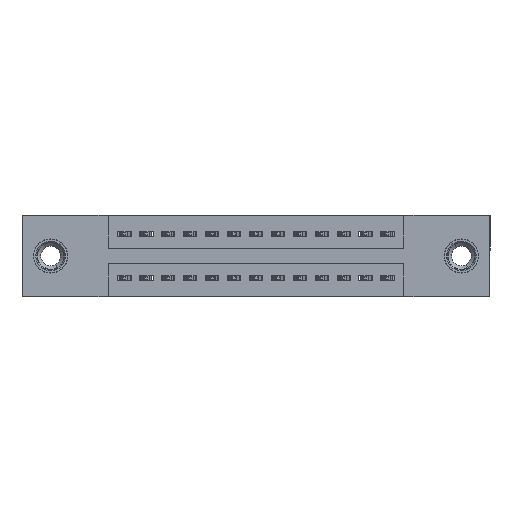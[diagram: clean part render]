
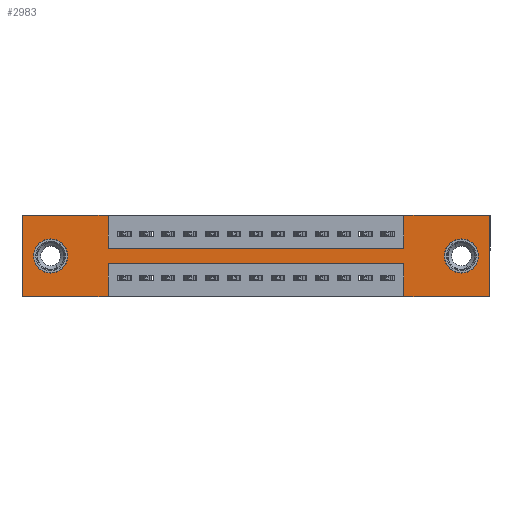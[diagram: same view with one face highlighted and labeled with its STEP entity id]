
A CAD part, front view. The second image highlights one B-rep face of the part: STEP entity #2983.
In plain terms, the highlighted planar face has unit normal (0, -1, 0).
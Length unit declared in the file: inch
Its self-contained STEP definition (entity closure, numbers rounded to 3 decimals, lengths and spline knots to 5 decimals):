
#337 = CARTESIAN_POINT ( 'NONE',  ( 2.005, 0., -0.107 ) ) ;
#537 = CARTESIAN_POINT ( 'NONE',  ( 2.135, 0., 0. ) ) ;
#596 = DIRECTION ( 'NONE',  ( 0., 0., -1. ) ) ;
#720 = DIRECTION ( 'NONE',  ( 0., 0., -1. ) ) ;
#738 = VECTOR ( 'NONE', #1815, 39.37008 ) ;
#828 = EDGE_CURVE ( 'NONE', #7472, #2541, #6196, .T. ) ;
#983 = EDGE_CURVE ( 'NONE', #10854, #10755, #12395, .T. ) ;
#1057 = CARTESIAN_POINT ( 'NONE',  ( 0.3925, 0., -0.22 ) ) ;
#1146 = CARTESIAN_POINT ( 'NONE',  ( 1.7425, 0., 0. ) ) ;
#1164 = CARTESIAN_POINT ( 'NONE',  ( 1.7425, 0., 0. ) ) ;
#1270 = ORIENTED_EDGE ( 'NONE', *, *, #828, .T. ) ;
#1398 = ORIENTED_EDGE ( 'NONE', *, *, #12553, .F. ) ;
#1528 = CARTESIAN_POINT ( 'NONE',  ( 2.005, 0., -0.185 ) ) ;
#1645 = VERTEX_POINT ( 'NONE', #2643 ) ;
#1759 = CARTESIAN_POINT ( 'NONE',  ( 0.3925, 0., -0.15 ) ) ;
#1815 = DIRECTION ( 'NONE',  ( 1., 0., 0. ) ) ;
#2270 = VECTOR ( 'NONE', #720, 39.37008 ) ;
#2480 = VERTEX_POINT ( 'NONE', #3738 ) ;
#2541 = VERTEX_POINT ( 'NONE', #16904 ) ;
#2643 = CARTESIAN_POINT ( 'NONE',  ( 0.3925, 0., -0.22 ) ) ;
#2691 = DIRECTION ( 'NONE',  ( 0., 1., 0. ) ) ;
#2910 = DIRECTION ( 'NONE',  ( 0., 1., 0. ) ) ;
#2983 = ADVANCED_FACE ( 'NONE', ( #12314, #4037, #5814 ), #3898, .T. ) ;
#3072 = DIRECTION ( 'NONE',  ( 1., 0., 0. ) ) ;
#3179 = VECTOR ( 'NONE', #9593, 39.37008 ) ;
#3208 = CARTESIAN_POINT ( 'NONE',  ( 0., 0., 0. ) ) ;
#3301 = EDGE_LOOP ( 'NONE', ( #6310, #8568 ) ) ;
#3568 = LINE ( 'NONE', #14261, #4941 ) ;
#3738 = CARTESIAN_POINT ( 'NONE',  ( 0., 0., -0.37 ) ) ;
#3881 = LINE ( 'NONE', #8094, #10508 ) ;
#3898 = PLANE ( 'NONE',  #4946 ) ;
#4037 = FACE_BOUND ( 'NONE', #15840, .T. ) ;
#4113 = AXIS2_PLACEMENT_3D ( 'NONE', #1528, #4580, #16347 ) ;
#4160 = EDGE_CURVE ( 'NONE', #6981, #11464, #3568, .T. ) ;
#4298 = AXIS2_PLACEMENT_3D ( 'NONE', #14649, #8747, #13357 ) ;
#4391 = VERTEX_POINT ( 'NONE', #12149 ) ;
#4455 = LINE ( 'NONE', #8757, #18836 ) ;
#4580 = DIRECTION ( 'NONE',  ( 0., 1., 0. ) ) ;
#4599 = ORIENTED_EDGE ( 'NONE', *, *, #15091, .F. ) ;
#4941 = VECTOR ( 'NONE', #9822, 39.37008 ) ;
#4946 = AXIS2_PLACEMENT_3D ( 'NONE', #5185, #10951, #9708 ) ;
#5185 = CARTESIAN_POINT ( 'NONE',  ( 0., 0., -0.37 ) ) ;
#5186 = CARTESIAN_POINT ( 'NONE',  ( 0.3925, 0., -0.15 ) ) ;
#5348 = EDGE_CURVE ( 'NONE', #1645, #14346, #13613, .T. ) ;
#5358 = DIRECTION ( 'NONE',  ( 0., 0., 1. ) ) ;
#5517 = CARTESIAN_POINT ( 'NONE',  ( 1.7425, 0., -0.15 ) ) ;
#5789 = CARTESIAN_POINT ( 'NONE',  ( 2.135, 0., 0. ) ) ;
#5814 = FACE_OUTER_BOUND ( 'NONE', #9463, .T. ) ;
#6020 = CARTESIAN_POINT ( 'NONE',  ( 0., 0., 0. ) ) ;
#6036 = VECTOR ( 'NONE', #6523, 39.37008 ) ;
#6196 = CIRCLE ( 'NONE', #7493, 0.078 ) ;
#6310 = ORIENTED_EDGE ( 'NONE', *, *, #9728, .T. ) ;
#6392 = ORIENTED_EDGE ( 'NONE', *, *, #5348, .F. ) ;
#6523 = DIRECTION ( 'NONE',  ( -1., 0., 0. ) ) ;
#6672 = ORIENTED_EDGE ( 'NONE', *, *, #14575, .F. ) ;
#6816 = CARTESIAN_POINT ( 'NONE',  ( 1.7425, 0., -0.37 ) ) ;
#6981 = VERTEX_POINT ( 'NONE', #6816 ) ;
#7029 = VERTEX_POINT ( 'NONE', #337 ) ;
#7472 = VERTEX_POINT ( 'NONE', #7681 ) ;
#7493 = AXIS2_PLACEMENT_3D ( 'NONE', #11441, #2691, #15996 ) ;
#7610 = VECTOR ( 'NONE', #8422, 39.37008 ) ;
#7681 = CARTESIAN_POINT ( 'NONE',  ( 0.13, 0., -0.263 ) ) ;
#7686 = EDGE_CURVE ( 'NONE', #4391, #7029, #8210, .T. ) ;
#7808 = ORIENTED_EDGE ( 'NONE', *, *, #4160, .F. ) ;
#8094 = CARTESIAN_POINT ( 'NONE',  ( 0., 0., 0. ) ) ;
#8147 = DIRECTION ( 'NONE',  ( 0., 0., 1. ) ) ;
#8207 = LINE ( 'NONE', #1057, #9586 ) ;
#8210 = CIRCLE ( 'NONE', #4113, 0.078 ) ;
#8380 = VERTEX_POINT ( 'NONE', #1759 ) ;
#8422 = DIRECTION ( 'NONE',  ( 0., 0., -1. ) ) ;
#8458 = VERTEX_POINT ( 'NONE', #5789 ) ;
#8483 = CARTESIAN_POINT ( 'NONE',  ( 0.3925, 0., 0. ) ) ;
#8568 = ORIENTED_EDGE ( 'NONE', *, *, #7686, .T. ) ;
#8588 = CARTESIAN_POINT ( 'NONE',  ( 2.005, 0., -0.185 ) ) ;
#8685 = CARTESIAN_POINT ( 'NONE',  ( 2.135, 0., -0.37 ) ) ;
#8747 = DIRECTION ( 'NONE',  ( 0., 1., 0. ) ) ;
#8757 = CARTESIAN_POINT ( 'NONE',  ( 0., 0., 0. ) ) ;
#9463 = EDGE_LOOP ( 'NONE', ( #6392, #6672, #7808, #11766, #18069, #12288, #17402, #4599, #1398, #16511, #12672, #18825 ) ) ;
#9493 = CARTESIAN_POINT ( 'NONE',  ( 0.3925, 0., -0.37 ) ) ;
#9586 = VECTOR ( 'NONE', #15684, 39.37008 ) ;
#9593 = DIRECTION ( 'NONE',  ( 1., 0., 0. ) ) ;
#9708 = DIRECTION ( 'NONE',  ( 0., 0., -1. ) ) ;
#9728 = EDGE_CURVE ( 'NONE', #7029, #4391, #15972, .T. ) ;
#9822 = DIRECTION ( 'NONE',  ( 0., 0., 1. ) ) ;
#9916 = LINE ( 'NONE', #16688, #6036 ) ;
#9936 = CARTESIAN_POINT ( 'NONE',  ( 0., 0., -0.37 ) ) ;
#10161 = LINE ( 'NONE', #1164, #14547 ) ;
#10380 = EDGE_CURVE ( 'NONE', #2541, #7472, #15477, .T. ) ;
#10508 = VECTOR ( 'NONE', #8147, 39.37008 ) ;
#10755 = VERTEX_POINT ( 'NONE', #16115 ) ;
#10854 = VERTEX_POINT ( 'NONE', #6020 ) ;
#10866 = ORIENTED_EDGE ( 'NONE', *, *, #10380, .T. ) ;
#10943 = LINE ( 'NONE', #5186, #3179 ) ;
#10951 = DIRECTION ( 'NONE',  ( 0., -1., 0. ) ) ;
#11252 = EDGE_CURVE ( 'NONE', #14193, #12587, #10161, .T. ) ;
#11441 = CARTESIAN_POINT ( 'NONE',  ( 0.13, 0., -0.185 ) ) ;
#11464 = VERTEX_POINT ( 'NONE', #13124 ) ;
#11503 = LINE ( 'NONE', #8483, #7610 ) ;
#11766 = ORIENTED_EDGE ( 'NONE', *, *, #14258, .F. ) ;
#12149 = CARTESIAN_POINT ( 'NONE',  ( 2.005, 0., -0.263 ) ) ;
#12209 = VECTOR ( 'NONE', #596, 39.37008 ) ;
#12288 = ORIENTED_EDGE ( 'NONE', *, *, #18330, .F. ) ;
#12314 = FACE_BOUND ( 'NONE', #3301, .T. ) ;
#12395 = LINE ( 'NONE', #3208, #738 ) ;
#12553 = EDGE_CURVE ( 'NONE', #10755, #8380, #11503, .T. ) ;
#12587 = VERTEX_POINT ( 'NONE', #1146 ) ;
#12672 = ORIENTED_EDGE ( 'NONE', *, *, #14428, .F. ) ;
#13124 = CARTESIAN_POINT ( 'NONE',  ( 1.7425, 0., -0.22 ) ) ;
#13357 = DIRECTION ( 'NONE',  ( 0., 0., 1. ) ) ;
#13527 = LINE ( 'NONE', #9936, #16694 ) ;
#13613 = LINE ( 'NONE', #9493, #12209 ) ;
#13616 = AXIS2_PLACEMENT_3D ( 'NONE', #8588, #2910, #18807 ) ;
#14193 = VERTEX_POINT ( 'NONE', #5517 ) ;
#14258 = EDGE_CURVE ( 'NONE', #18346, #6981, #13527, .T. ) ;
#14261 = CARTESIAN_POINT ( 'NONE',  ( 1.7425, 0., -0.37 ) ) ;
#14346 = VERTEX_POINT ( 'NONE', #16170 ) ;
#14428 = EDGE_CURVE ( 'NONE', #2480, #10854, #3881, .T. ) ;
#14547 = VECTOR ( 'NONE', #5358, 39.37008 ) ;
#14575 = EDGE_CURVE ( 'NONE', #11464, #1645, #8207, .T. ) ;
#14649 = CARTESIAN_POINT ( 'NONE',  ( 0.13, 0., -0.185 ) ) ;
#15091 = EDGE_CURVE ( 'NONE', #8380, #14193, #10943, .T. ) ;
#15477 = CIRCLE ( 'NONE', #4298, 0.078 ) ;
#15561 = EDGE_CURVE ( 'NONE', #8458, #18346, #16648, .T. ) ;
#15684 = DIRECTION ( 'NONE',  ( -1., 0., 0. ) ) ;
#15840 = EDGE_LOOP ( 'NONE', ( #10866, #1270 ) ) ;
#15972 = CIRCLE ( 'NONE', #13616, 0.078 ) ;
#15996 = DIRECTION ( 'NONE',  ( 0., 0., 1. ) ) ;
#16115 = CARTESIAN_POINT ( 'NONE',  ( 0.3925, 0., 0. ) ) ;
#16170 = CARTESIAN_POINT ( 'NONE',  ( 0.3925, 0., -0.37 ) ) ;
#16347 = DIRECTION ( 'NONE',  ( 0., 0., -1. ) ) ;
#16511 = ORIENTED_EDGE ( 'NONE', *, *, #983, .F. ) ;
#16648 = LINE ( 'NONE', #537, #2270 ) ;
#16688 = CARTESIAN_POINT ( 'NONE',  ( 0., 0., -0.37 ) ) ;
#16694 = VECTOR ( 'NONE', #18826, 39.37008 ) ;
#16904 = CARTESIAN_POINT ( 'NONE',  ( 0.13, 0., -0.107 ) ) ;
#17402 = ORIENTED_EDGE ( 'NONE', *, *, #11252, .F. ) ;
#17873 = EDGE_CURVE ( 'NONE', #14346, #2480, #9916, .T. ) ;
#18069 = ORIENTED_EDGE ( 'NONE', *, *, #15561, .F. ) ;
#18330 = EDGE_CURVE ( 'NONE', #12587, #8458, #4455, .T. ) ;
#18346 = VERTEX_POINT ( 'NONE', #8685 ) ;
#18807 = DIRECTION ( 'NONE',  ( 0., 0., -1. ) ) ;
#18825 = ORIENTED_EDGE ( 'NONE', *, *, #17873, .F. ) ;
#18826 = DIRECTION ( 'NONE',  ( -1., 0., 0. ) ) ;
#18836 = VECTOR ( 'NONE', #3072, 39.37008 ) ;
